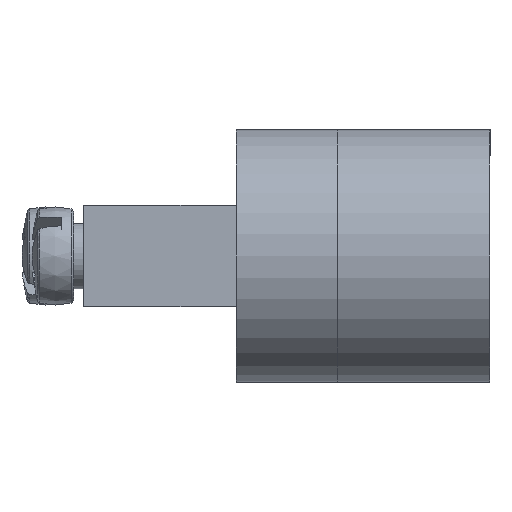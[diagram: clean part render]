
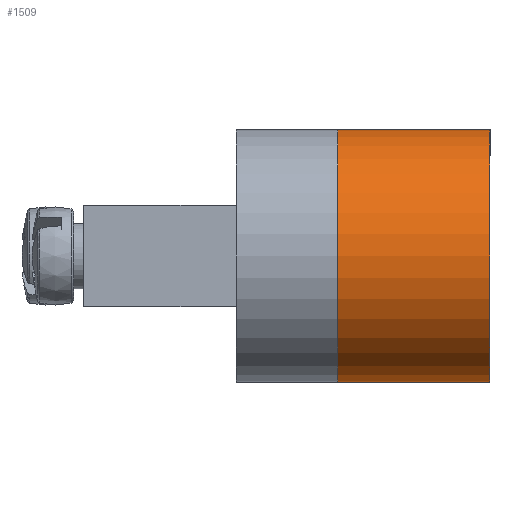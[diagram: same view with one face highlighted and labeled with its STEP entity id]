
A CAD part, left-side view. The second image highlights one B-rep face of the part: STEP entity #1509.
In plain terms, the highlighted cylindrical face has radius 7.5 mm (diameter 15 mm), a partial arc.
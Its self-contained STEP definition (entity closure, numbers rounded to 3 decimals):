
#124=LINE('',#2873,#170);
#129=LINE('',#2885,#175);
#170=VECTOR('',#2083,9.);
#175=VECTOR('',#2098,9.);
#409=CIRCLE('',#1687,7.5);
#410=CIRCLE('',#1689,7.5);
#496=FACE_OUTER_BOUND('',#667,.T.);
#667=EDGE_LOOP('',(#1299,#1300,#1301,#1302));
#826=VERTEX_POINT('',#2871);
#827=VERTEX_POINT('',#2872);
#828=VERTEX_POINT('',#2877);
#829=VERTEX_POINT('',#2881);
#985=EDGE_CURVE('',#826,#827,#124,.T.);
#988=EDGE_CURVE('',#828,#827,#409,.T.);
#991=EDGE_CURVE('',#826,#829,#410,.T.);
#992=EDGE_CURVE('',#829,#828,#129,.T.);
#1299=ORIENTED_EDGE('',*,*,#991,.T.);
#1300=ORIENTED_EDGE('',*,*,#992,.T.);
#1301=ORIENTED_EDGE('',*,*,#988,.T.);
#1302=ORIENTED_EDGE('',*,*,#985,.F.);
#1378=CYLINDRICAL_SURFACE('',#1691,7.5);
#1509=ADVANCED_FACE('',(#496),#1378,.T.);
#1687=AXIS2_PLACEMENT_3D('',#2878,#2088,#2089);
#1689=AXIS2_PLACEMENT_3D('',#2883,#2094,#2095);
#1691=AXIS2_PLACEMENT_3D('',#2886,#2099,#2100);
#2083=DIRECTION('',(0.,1.,0.));
#2088=DIRECTION('center_axis',(0.,-1.,0.));
#2089=DIRECTION('ref_axis',(0.,0.,
1.));
#2094=DIRECTION('center_axis',(0.,1.,0.));
#2095=DIRECTION('ref_axis',(0.,0.,1.));
#2098=DIRECTION('',(0.,1.,0.));
#2099=DIRECTION('center_axis',(0.,1.,0.));
#2100=DIRECTION('ref_axis',(0.,0.,1.));
#2871=CARTESIAN_POINT('',(7.,0.,7.5));
#2872=CARTESIAN_POINT('',(7.,9.,7.5));
#2873=CARTESIAN_POINT('',(7.,-10.607,7.5));
#2877=CARTESIAN_POINT('',(7.,9.,-7.5));
#2878=CARTESIAN_POINT('Origin',(7.,9.,0.));
#2881=CARTESIAN_POINT('',(7.,0.,-7.5));
#2883=CARTESIAN_POINT('Origin',(7.,0.,0.));
#2885=CARTESIAN_POINT('',(7.,-10.607,-7.5));
#2886=CARTESIAN_POINT('Origin',(7.,-10.607,0.));
